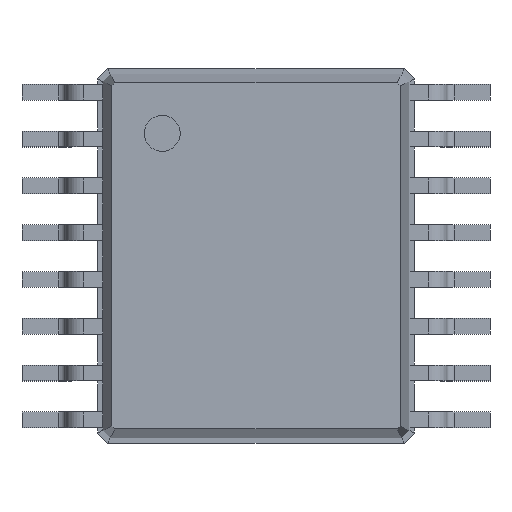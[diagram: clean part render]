
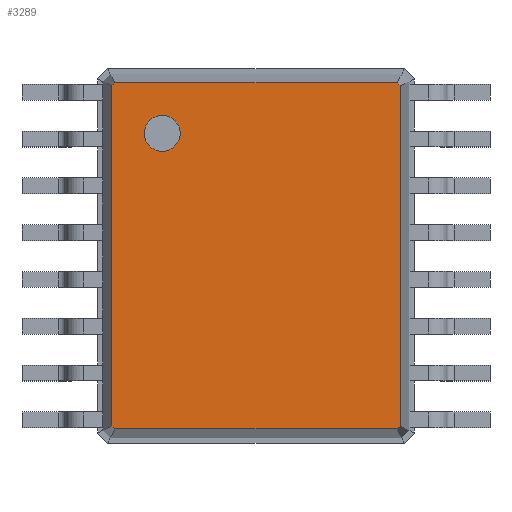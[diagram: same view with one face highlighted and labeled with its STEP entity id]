
A CAD part, top view. The second image highlights one B-rep face of the part: STEP entity #3289.
In plain terms, the highlighted planar face has unit normal (0, 0, 1).
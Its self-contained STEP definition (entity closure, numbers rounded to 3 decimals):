
#1360 = VERTEX_POINT('',#1361);
#1361 = CARTESIAN_POINT('',(2.003,-2.361,1.4));
#1366 = EDGE_CURVE('',#1367,#1360,#1369,.T.);
#1367 = VERTEX_POINT('',#1368);
#1368 = CARTESIAN_POINT('',(2.003,2.361,1.4));
#1369 = LINE('',#1370,#1371);
#1370 = CARTESIAN_POINT('',(2.003,2.361,1.4));
#1371 = VECTOR('',#1372,1.);
#1372 = DIRECTION('',(0.,-1.,0.));
#3272 = EDGE_CURVE('',#3273,#1367,#3275,.T.);
#3273 = VERTEX_POINT('',#3274);
#3274 = CARTESIAN_POINT('',(1.961,2.403,1.4));
#3275 = LINE('',#3276,#3277);
#3276 = CARTESIAN_POINT('',(1.961,2.403,1.4));
#3277 = VECTOR('',#3278,1.);
#3278 = DIRECTION('',(0.707,-0.707,0.));
#3289 = ADVANCED_FACE('',(#3290,#3340),#3351,.F.);
#3290 = FACE_BOUND('',#3291,.F.);
#3291 = EDGE_LOOP('',(#3292,#3300,#3301,#3302,#3310,#3318,#3326,#3334));
#3292 = ORIENTED_EDGE('',*,*,#3293,.T.);
#3293 = EDGE_CURVE('',#3294,#3273,#3296,.T.);
#3294 = VERTEX_POINT('',#3295);
#3295 = CARTESIAN_POINT('',(-1.961,2.403,1.4));
#3296 = LINE('',#3297,#3298);
#3297 = CARTESIAN_POINT('',(-1.961,2.403,1.4));
#3298 = VECTOR('',#3299,1.);
#3299 = DIRECTION('',(1.,0.,0.));
#3300 = ORIENTED_EDGE('',*,*,#3272,.T.);
#3301 = ORIENTED_EDGE('',*,*,#1366,.T.);
#3302 = ORIENTED_EDGE('',*,*,#3303,.T.);
#3303 = EDGE_CURVE('',#1360,#3304,#3306,.T.);
#3304 = VERTEX_POINT('',#3305);
#3305 = CARTESIAN_POINT('',(1.961,-2.403,1.4));
#3306 = LINE('',#3307,#3308);
#3307 = CARTESIAN_POINT('',(2.003,-2.361,1.4));
#3308 = VECTOR('',#3309,1.);
#3309 = DIRECTION('',(-0.707,-0.707,0.));
#3310 = ORIENTED_EDGE('',*,*,#3311,.T.);
#3311 = EDGE_CURVE('',#3304,#3312,#3314,.T.);
#3312 = VERTEX_POINT('',#3313);
#3313 = CARTESIAN_POINT('',(-1.961,-2.403,1.4));
#3314 = LINE('',#3315,#3316);
#3315 = CARTESIAN_POINT('',(1.961,-2.403,1.4));
#3316 = VECTOR('',#3317,1.);
#3317 = DIRECTION('',(-1.,0.,0.));
#3318 = ORIENTED_EDGE('',*,*,#3319,.T.);
#3319 = EDGE_CURVE('',#3312,#3320,#3322,.T.);
#3320 = VERTEX_POINT('',#3321);
#3321 = CARTESIAN_POINT('',(-2.003,-2.361,1.4));
#3322 = LINE('',#3323,#3324);
#3323 = CARTESIAN_POINT('',(-1.961,-2.403,1.4));
#3324 = VECTOR('',#3325,1.);
#3325 = DIRECTION('',(-0.707,0.707,0.));
#3326 = ORIENTED_EDGE('',*,*,#3327,.T.);
#3327 = EDGE_CURVE('',#3320,#3328,#3330,.T.);
#3328 = VERTEX_POINT('',#3329);
#3329 = CARTESIAN_POINT('',(-2.003,2.361,1.4));
#3330 = LINE('',#3331,#3332);
#3331 = CARTESIAN_POINT('',(-2.003,-2.361,1.4));
#3332 = VECTOR('',#3333,1.);
#3333 = DIRECTION('',(0.,1.,0.));
#3334 = ORIENTED_EDGE('',*,*,#3335,.T.);
#3335 = EDGE_CURVE('',#3328,#3294,#3336,.T.);
#3336 = LINE('',#3337,#3338);
#3337 = CARTESIAN_POINT('',(-2.003,2.361,1.4));
#3338 = VECTOR('',#3339,1.);
#3339 = DIRECTION('',(0.707,0.707,0.));
#3340 = FACE_BOUND('',#3341,.F.);
#3341 = EDGE_LOOP('',(#3342));
#3342 = ORIENTED_EDGE('',*,*,#3343,.T.);
#3343 = EDGE_CURVE('',#3344,#3344,#3346,.T.);
#3344 = VERTEX_POINT('',#3345);
#3345 = CARTESIAN_POINT('',(-1.303,1.453,1.4));
#3346 = CIRCLE('',#3347,0.25);
#3347 = AXIS2_PLACEMENT_3D('',#3348,#3349,#3350);
#3348 = CARTESIAN_POINT('',(-1.303,1.703,1.4));
#3349 = DIRECTION('',(0.,0.,1.));
#3350 = DIRECTION('',(0.,-1.,0.));
#3351 = PLANE('',#3352);
#3352 = AXIS2_PLACEMENT_3D('',#3353,#3354,#3355);
#3353 = CARTESIAN_POINT('',(-1.961,2.403,1.4));
#3354 = DIRECTION('',(0.,0.,-1.));
#3355 = DIRECTION('',(0.632,-0.775,0.));
